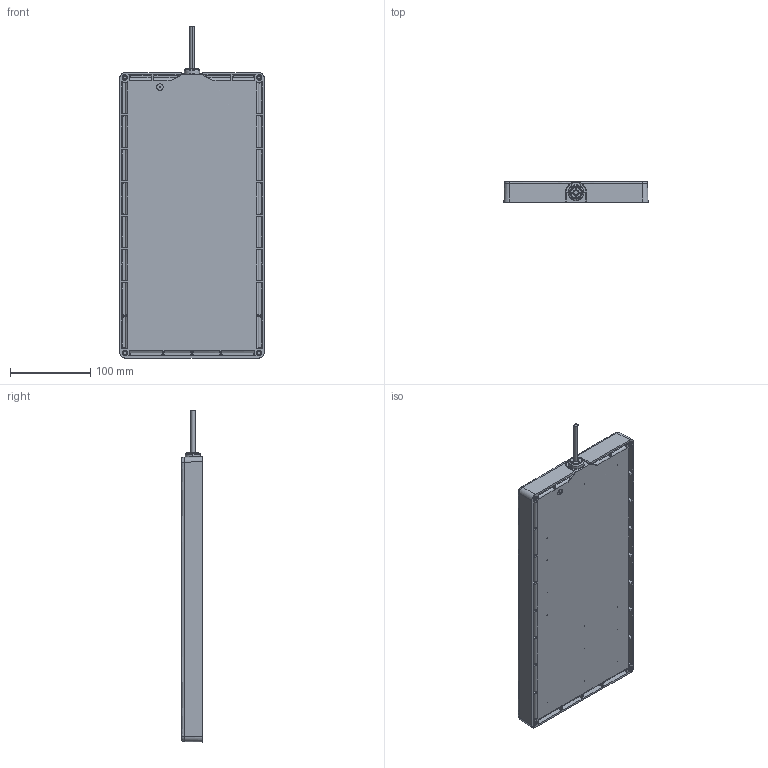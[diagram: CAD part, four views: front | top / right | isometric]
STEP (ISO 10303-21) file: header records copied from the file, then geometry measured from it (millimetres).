
FILE_DESCRIPTION((''),'2;1');
FILE_NAME('155591_SW','2011-01-13T',('banengservice'),('BANNER ENGINEERING'),'PRO/ENGINEER BY PARAMETRIC TECHNOLOGY CORPORATION, 2009141','PRO/ENGINEER BY PARAMETRIC TECHNOLOGY CORPORATION, 2009141','');
FILE_SCHEMA(('CONFIG_CONTROL_DESIGN'));
Length unit declared in the file: inch
Products named in the file (1): 155591_SW
Bounding box: 180.1 x 25.77 x 414.85 mm (x, y, z)
Volume: 491695.8 mm3; surface area: 350471.2 mm2
Topology: 3 solids, 3 shells, 1224 faces, 2864 edges, 1760 vertices
Faces by surface type: plane 413, cylinder 271, cone 240, bspline 142, sphere 90, torus 68
Entity records: 47957 total; most frequent: CARTESIAN_POINT 20913, ORIENTED_EDGE 5728, DIRECTION 5456, EDGE_CURVE 2864, AXIS2_PLACEMENT_3D 2140, VERTEX_POINT 1760, EDGE_LOOP 1344, FACE_OUTER_BOUND 1224
